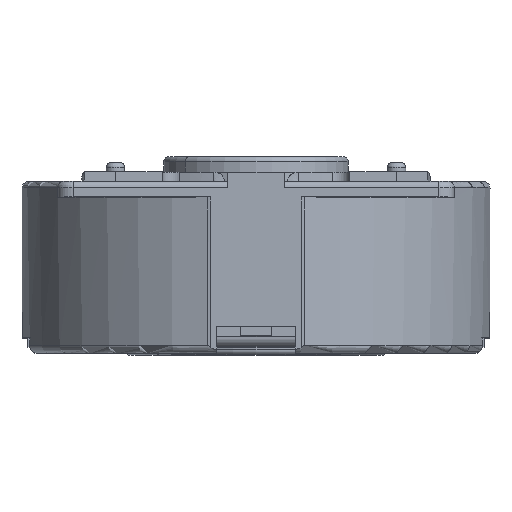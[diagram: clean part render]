
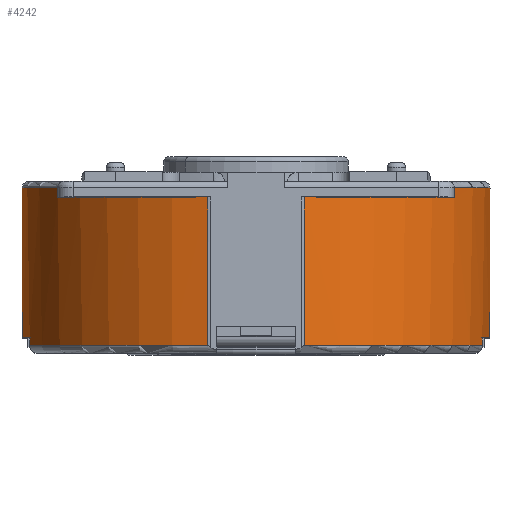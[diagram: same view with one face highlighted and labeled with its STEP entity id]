
A CAD part, top view. The second image highlights one B-rep face of the part: STEP entity #4242.
In plain terms, the highlighted cylindrical face has radius 7.5 mm (diameter 15 mm), a partial arc.
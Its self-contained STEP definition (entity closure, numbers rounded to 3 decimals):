
#496=CARTESIAN_POINT('',(0.,-0.24,0.));
#497=DIRECTION('',(0.,1.,0.));
#498=DIRECTION('',(0.206,0.,0.979));
#499=AXIS2_PLACEMENT_3D('',#496,#497,#498);
#537=CARTESIAN_POINT('',(-1.544,-0.24,7.339));
#562=CARTESIAN_POINT('',(0.,-0.24,0.));
#563=DIRECTION('',(0.,1.,0.));
#564=DIRECTION('',(-0.966,0.,0.259));
#565=AXIS2_PLACEMENT_3D('',#562,#563,#564);
#572=DIRECTION('',(0.,1.,0.));
#573=VECTOR('',#572,4.74);
#574=CARTESIAN_POINT('',(1.544,-0.24,7.339));
#575=LINE('',#574,#573);
#576=CARTESIAN_POINT('',(0.,4.5,0.));
#577=DIRECTION('',(0.,1.,0.));
#578=DIRECTION('',(0.206,0.,0.979));
#579=AXIS2_PLACEMENT_3D('',#576,#577,#578);
#581=DIRECTION('',(0.,1.,0.));
#582=VECTOR('',#581,0.3);
#583=CARTESIAN_POINT('',(6.35,4.5,3.991));
#584=LINE('',#583,#582);
#585=DIRECTION('',(0.,1.,0.));
#586=VECTOR('',#585,0.3);
#587=CARTESIAN_POINT('',(-6.35,4.5,3.991));
#588=LINE('',#587,#586);
#589=CARTESIAN_POINT('',(0.,4.5,0.));
#590=DIRECTION('',(0.,1.,0.));
#591=DIRECTION('',(-0.847,0.,0.532));
#592=AXIS2_PLACEMENT_3D('',#589,#590,#591);
#594=DIRECTION('',(0.,-1.,0.));
#595=VECTOR('',#594,4.74);
#596=CARTESIAN_POINT('',(-1.544,4.5,7.339));
#597=LINE('',#596,#595);
#598=DIRECTION('',(0.,1.,0.));
#599=VECTOR('',#598,0.24);
#600=CARTESIAN_POINT('',(-7.244,-0.24,1.941));
#601=LINE('',#600,#599);
#602=CARTESIAN_POINT('',(0.,0.,0.));
#603=DIRECTION('',(0.,-1.,0.));
#604=DIRECTION('',(-0.966,0.,0.259));
#605=AXIS2_PLACEMENT_3D('',#602,#603,#604);
#607=DIRECTION('',(0.,1.,0.));
#608=VECTOR('',#607,0.24);
#609=CARTESIAN_POINT('',(-7.244,-0.24,-1.941));
#610=LINE('',#609,#608);
#611=DIRECTION('',(0.,1.,0.));
#612=VECTOR('',#611,0.24);
#613=CARTESIAN_POINT('',(-1.25,-0.24,-7.395));
#614=LINE('',#613,#612);
#615=CARTESIAN_POINT('',(0.,0.,0.));
#616=DIRECTION('',(0.,1.,0.));
#617=DIRECTION('',(0.167,0.,-0.986));
#618=AXIS2_PLACEMENT_3D('',#615,#616,#617);
#620=DIRECTION('',(0.,1.,0.));
#621=VECTOR('',#620,0.24);
#622=CARTESIAN_POINT('',(1.25,-0.24,-7.395));
#623=LINE('',#622,#621);
#624=DIRECTION('',(0.,1.,0.));
#625=VECTOR('',#624,0.24);
#626=CARTESIAN_POINT('',(7.244,-0.24,-1.941));
#627=LINE('',#626,#625);
#628=CARTESIAN_POINT('',(0.,0.,0.));
#629=DIRECTION('',(0.,1.,0.));
#630=DIRECTION('',(0.966,0.,0.259));
#631=AXIS2_PLACEMENT_3D('',#628,#629,#630);
#633=DIRECTION('',(0.,1.,0.));
#634=VECTOR('',#633,0.24);
#635=CARTESIAN_POINT('',(7.244,-0.24,1.941));
#636=LINE('',#635,#634);
#1470=CARTESIAN_POINT('',(0.,4.8,0.));
#1471=DIRECTION('',(0.,-1.,0.));
#1472=DIRECTION('',(-0.847,0.,0.532));
#1473=AXIS2_PLACEMENT_3D('',#1470,#1471,#1472);
#2741=CARTESIAN_POINT('',(0.,-0.24,0.));
#2742=DIRECTION('',(0.,-1.,0.));
#2743=DIRECTION('',(-0.966,0.,-0.259));
#2744=AXIS2_PLACEMENT_3D('',#2741,#2742,#2743);
#2751=CARTESIAN_POINT('',(0.,-0.24,0.));
#2752=DIRECTION('',(0.,-1.,0.));
#2753=DIRECTION('',(0.167,0.,-0.986));
#2754=AXIS2_PLACEMENT_3D('',#2751,#2752,#2753);
#2821=CARTESIAN_POINT('',(7.244,0.,1.941));
#2822=CARTESIAN_POINT('',(7.244,0.,-1.941));
#2823=VERTEX_POINT('',#2821);
#2824=VERTEX_POINT('',#2822);
#2825=CARTESIAN_POINT('',(1.25,0.,-7.395));
#2826=CARTESIAN_POINT('',(-1.25,0.,-7.395));
#2827=VERTEX_POINT('',#2825);
#2828=VERTEX_POINT('',#2826);
#2829=CARTESIAN_POINT('',(-7.244,-0.24,-1.941));
#2830=CARTESIAN_POINT('',(-7.244,0.,-1.941));
#2831=VERTEX_POINT('',#2829);
#2832=VERTEX_POINT('',#2830);
#2833=CARTESIAN_POINT('',(7.244,-0.24,-1.941));
#2834=VERTEX_POINT('',#2833);
#2835=CARTESIAN_POINT('',(1.25,-0.24,-7.395));
#2836=VERTEX_POINT('',#2835);
#2837=CARTESIAN_POINT('',(-1.25,-0.24,-7.395));
#2838=VERTEX_POINT('',#2837);
#2840=CARTESIAN_POINT('',(-7.244,-0.24,1.941));
#2842=VERTEX_POINT('',#2840);
#2844=CARTESIAN_POINT('',(7.244,-0.24,1.941));
#2846=VERTEX_POINT('',#2844);
#2891=CARTESIAN_POINT('',(-7.244,0.,1.941));
#2892=VERTEX_POINT('',#2891);
#2957=CARTESIAN_POINT('',(-6.35,4.5,3.991));
#2958=VERTEX_POINT('',#2957);
#2959=CARTESIAN_POINT('',(6.35,4.5,3.991));
#2960=VERTEX_POINT('',#2959);
#2963=CARTESIAN_POINT('',(-6.35,4.8,3.991));
#2964=VERTEX_POINT('',#2963);
#2965=CARTESIAN_POINT('',(6.35,4.8,3.991));
#2966=VERTEX_POINT('',#2965);
#2971=CARTESIAN_POINT('',(1.544,-0.24,7.339));
#2972=CARTESIAN_POINT('',(1.544,4.5,7.339));
#2973=VERTEX_POINT('',#2971);
#2974=VERTEX_POINT('',#2972);
#2979=VERTEX_POINT('',#537);
#2980=CARTESIAN_POINT('',(-1.544,4.5,7.339));
#2981=VERTEX_POINT('',#2980);
#4205=CARTESIAN_POINT('',(0.,0.,0.));
#4206=DIRECTION('',(0.,1.,0.));
#4207=DIRECTION('',(1.,0.,0.));
#4208=AXIS2_PLACEMENT_3D('',#4205,#4206,#4207);
#4209=CYLINDRICAL_SURFACE('',#4208,7.5);
#4210=ORIENTED_EDGE('',*,*,#4195,.T.);
#4212=ORIENTED_EDGE('',*,*,#4211,.T.);
#4214=ORIENTED_EDGE('',*,*,#4213,.T.);
#4216=ORIENTED_EDGE('',*,*,#4215,.F.);
#4218=ORIENTED_EDGE('',*,*,#4217,.F.);
#4220=ORIENTED_EDGE('',*,*,#4219,.T.);
#4222=ORIENTED_EDGE('',*,*,#4221,.T.);
#4223=ORIENTED_EDGE('',*,*,#4185,.F.);
#4224=ORIENTED_EDGE('',*,*,#3688,.T.);
#4225=ORIENTED_EDGE('',*,*,#3727,.T.);
#4226=ORIENTED_EDGE('',*,*,#3876,.F.);
#4228=ORIENTED_EDGE('',*,*,#4227,.T.);
#4230=ORIENTED_EDGE('',*,*,#4229,.T.);
#4231=ORIENTED_EDGE('',*,*,#3787,.F.);
#4233=ORIENTED_EDGE('',*,*,#4232,.F.);
#4235=ORIENTED_EDGE('',*,*,#4234,.T.);
#4236=ORIENTED_EDGE('',*,*,#3929,.T.);
#4237=ORIENTED_EDGE('',*,*,#3757,.F.);
#4238=ORIENTED_EDGE('',*,*,#4087,.F.);
#4239=ORIENTED_EDGE('',*,*,#4161,.F.);
#4240=EDGE_LOOP('',(#4210,#4212,#4214,#4216,#4218,#4220,#4222,#4223,#4224,#4225,
#4226,#4228,#4230,#4231,#4233,#4235,#4236,#4237,#4238,#4239));
#4241=FACE_OUTER_BOUND('',#4240,.F.);
#4242=ADVANCED_FACE('',(#4241),#4209,.T.);
#500=CIRCLE('',#499,7.5);
#566=CIRCLE('',#565,7.5);
#580=CIRCLE('',#579,7.5);
#593=CIRCLE('',#592,7.5);
#606=CIRCLE('',#605,7.5);
#619=CIRCLE('',#618,7.5);
#632=CIRCLE('',#631,7.5);
#1474=CIRCLE('',#1473,7.5);
#2745=CIRCLE('',#2744,7.5);
#2755=CIRCLE('',#2754,7.5);
#3688=EDGE_CURVE('',#2842,#2892,#601,.T.);
#3727=EDGE_CURVE('',#2892,#2832,#606,.T.);
#3757=EDGE_CURVE('',#2823,#2824,#632,.T.);
#3787=EDGE_CURVE('',#2827,#2828,#619,.T.);
#3876=EDGE_CURVE('',#2831,#2832,#610,.T.);
#3929=EDGE_CURVE('',#2834,#2824,#627,.T.);
#4087=EDGE_CURVE('',#2846,#2823,#636,.T.);
#4161=EDGE_CURVE('',#2973,#2846,#500,.T.);
#4185=EDGE_CURVE('',#2842,#2979,#566,.T.);
#4195=EDGE_CURVE('',#2973,#2974,#575,.T.);
#4211=EDGE_CURVE('',#2974,#2960,#580,.T.);
#4213=EDGE_CURVE('',#2960,#2966,#584,.T.);
#4215=EDGE_CURVE('',#2964,#2966,#1474,.T.);
#4217=EDGE_CURVE('',#2958,#2964,#588,.T.);
#4219=EDGE_CURVE('',#2958,#2981,#593,.T.);
#4221=EDGE_CURVE('',#2981,#2979,#597,.T.);
#4227=EDGE_CURVE('',#2831,#2838,#2745,.T.);
#4229=EDGE_CURVE('',#2838,#2828,#614,.T.);
#4232=EDGE_CURVE('',#2836,#2827,#623,.T.);
#4234=EDGE_CURVE('',#2836,#2834,#2755,.T.);
